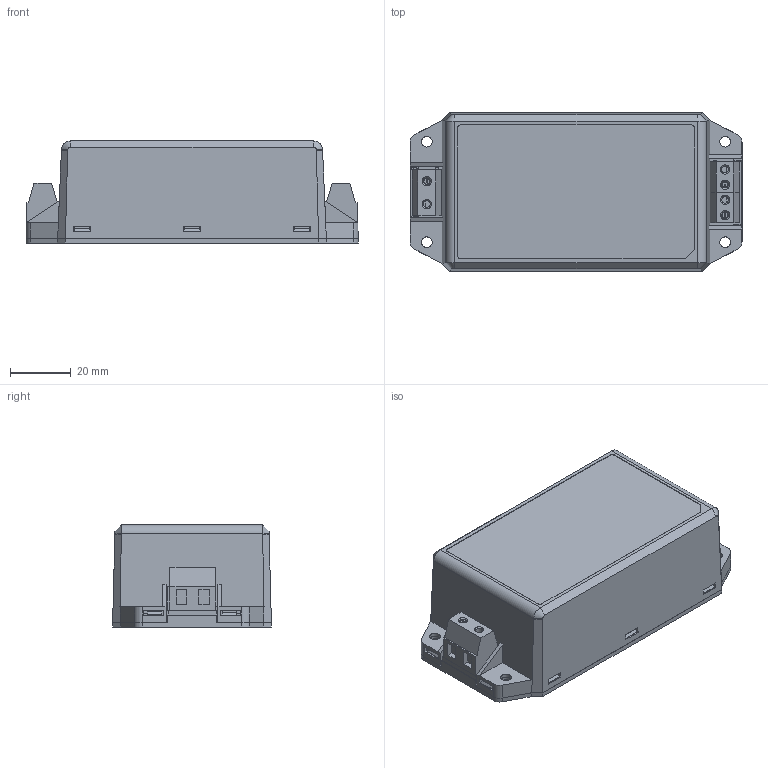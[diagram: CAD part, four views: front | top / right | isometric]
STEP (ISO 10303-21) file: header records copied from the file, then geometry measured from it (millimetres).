
FILE_DESCRIPTION(/* description */ (''),/* implementation_level */ '2;1');
FILE_NAME(/* name */ 'model.step',/* time_stamp */ '2023-11-07T03:57:48+01:00',/* author */ (''),/* organization */ (''),/* preprocessor_version */ 'ST-DEVELOPER v20',/* originating_system */ 'Autodesk Translation Framework v12.14.0.127',/* authorisation */ '');
FILE_SCHEMA (('AUTOMOTIVE_DESIGN { 1 0 10303 214 3 1 1 }'));
Length unit declared in the file: millimetre
Products named in the file (39): IRM-90ST; IRM-90.ASM; _X2_51717528_X0_.ASM; PCB_X2_51717528_X0_.ASM; MPM-90PCB.ASM; MPM90PCB.PRT; _X2_96F64EF651717528_X0_.ASM; CXX.PRT; CXX_1.PRT; DDD.PRT; TO220_1_.PRT; VRL-3019_STP.ASM; _X2_88C5914D_X0_1_ASM.ASM; PJ3019_COVER_STEP_ASM.ASM; PJ3019_COVER_PRT_PRT.PRT; _X2_656370ED7247_X0_.ASM; HS105.ASM; HS-SZ105.PRT; 1_1.PRT; MPM-90ST.ASM; ST_X2_96F64EF6_X0_.ASM; IRM-30ST-BOTTOM-COVER-20140603-.ASM; _S___X2_0192_X0__S__YCASE.ASM; _S__T_S_K_S_5.ASM; A1.ASM; 3P-CONECT_1_2_1_1_1_1_1.PRT; 3P-CONECT_1_2_1_1_1.PRT; MPMPIN.ASM; JT-08D-CXS_2.PRT; JT-9DM-CXS.PRT; JT-08D-CXS.PRT; JT-08D-CXS_1.PRT; JT-9DM-CXS_1.PRT; PCB.ASM; MPM-90STPCB.ASM; IRM-90STPCB.PRT; CASE.ASM; IRM-60ST-D.PRT; IRM-60ST-T.PRT
Assembly tree (39 placements, depth 9):
  IRM-90ST
    IRM-90.ASM
      _X2_51717528_X0_.ASM
        PCB_X2_51717528_X0_.ASM
          MPM-90PCB.ASM
            MPM90PCB.PRT
        _X2_96F64EF651717528_X0_.ASM
          CXX.PRT
          CXX_1.PRT
          DDD.PRT
          TO220_1_.PRT
          VRL-3019_STP.ASM
            _X2_88C5914D_X0_1_ASM.ASM
              PJ3019_COVER_STEP_ASM.ASM
                PJ3019_COVER_PRT_PRT.PRT
          _X2_656370ED7247_X0_.ASM
            HS105.ASM
              HS-SZ105.PRT
              1_1.PRT
      MPM-90ST.ASM
        ST_X2_96F64EF6_X0_.ASM
          IRM-30ST-BOTTOM-COVER-20140603-.ASM
            _S___X2_0192_X0__S__YCASE.ASM
              _S__T_S_K_S_5.ASM
                A1.ASM
                  3P-CONECT_1_2_1_1_1_1_1.PRT
                  3P-CONECT_1_2_1_1_1.PRT  x2
          MPMPIN.ASM
            JT-08D-CXS_2.PRT
            JT-9DM-CXS.PRT
            JT-08D-CXS.PRT
            JT-08D-CXS_1.PRT
            JT-9DM-CXS_1.PRT
        PCB.ASM
          MPM-90STPCB.ASM
            IRM-90STPCB.PRT
        CASE.ASM
          IRM-60ST-D.PRT
          IRM-60ST-T.PRT
Bounding box: 109 x 52.13 x 33.5 mm (x, y, z)
Volume: 64319.6 mm3; surface area: 75843.8 mm2
Topology: 19 solids, 19 shells, 1022 faces, 2734 edges, 1796 vertices
Faces by surface type: plane 740, cylinder 227, bspline 22, cone 21, torus 10, sphere 2
Full cylindrical faces by diameter (mm): 0.927 x3, 1 x6, 1.3 x3, 1.5 x6, 1.8 x3, 1.9 x3, 2 x6, 2.25 x6, 2.5 x2, 2.8 x2, 3.5 x14, 3.6 x4, 3.7 x1, 4 x9, 10 x2, 18 x1
Entity records: 31367 total; most frequent: CARTESIAN_POINT 6384, ORIENTED_EDGE 5046, DIRECTION 4976, EDGE_CURVE 2523, LINE 1966, VECTOR 1966, VERTEX_POINT 1660, AXIS2_PLACEMENT_3D 1505
